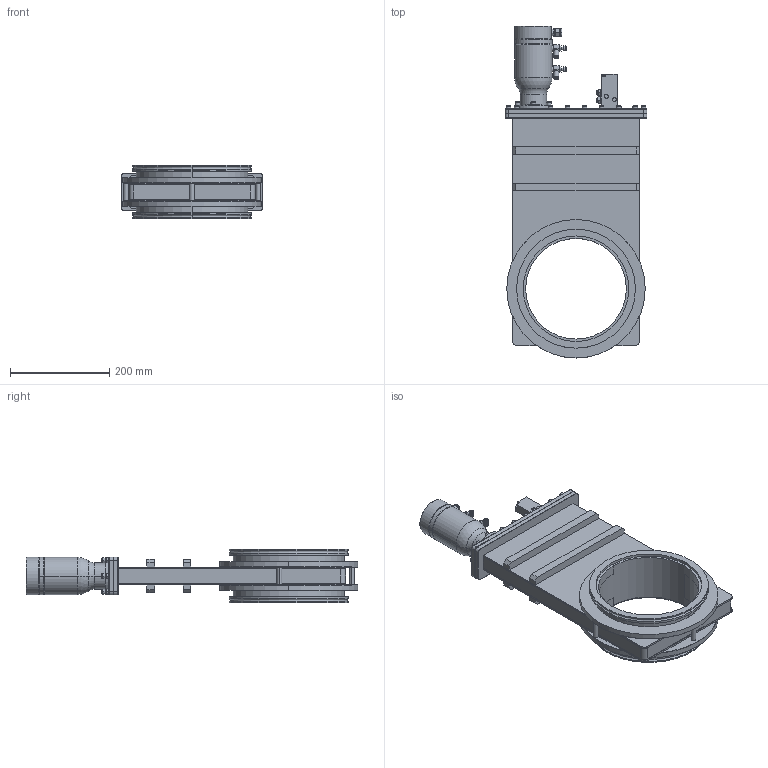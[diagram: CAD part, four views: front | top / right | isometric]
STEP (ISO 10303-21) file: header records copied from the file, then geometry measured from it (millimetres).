
FILE_DESCRIPTION((''),'2;1');
FILE_NAME('11212-0806R','2016-11-11T',('jd'),(''),'PRO/ENGINEER BY PARAMETRIC TECHNOLOGY CORPORATION, 2013410','PRO/ENGINEER BY PARAMETRIC TECHNOLOGY CORPORATION, 2013410','');
FILE_SCHEMA(('CONFIG_CONTROL_DESIGN'));
Length unit declared in the file: inch
Products named in the file (1): 11212-0806R
Bounding box: 285.75 x 670.05 x 107.82 mm (x, y, z)
Volume: 5482978.9 mm3; surface area: 533990.3 mm2
Topology: 1 solids, 1 shells, 755 faces, 1742 edges, 1084 vertices
Faces by surface type: plane 433, cylinder 172, cone 140, torus 8, sphere 2
Entity records: 21573 total; most frequent: CARTESIAN_POINT 4269, DIRECTION 3635, ORIENTED_EDGE 3484, EDGE_CURVE 1742, AXIS2_PLACEMENT_3D 1292, VERTEX_POINT 1084, VECTOR 1051, LINE 1051
